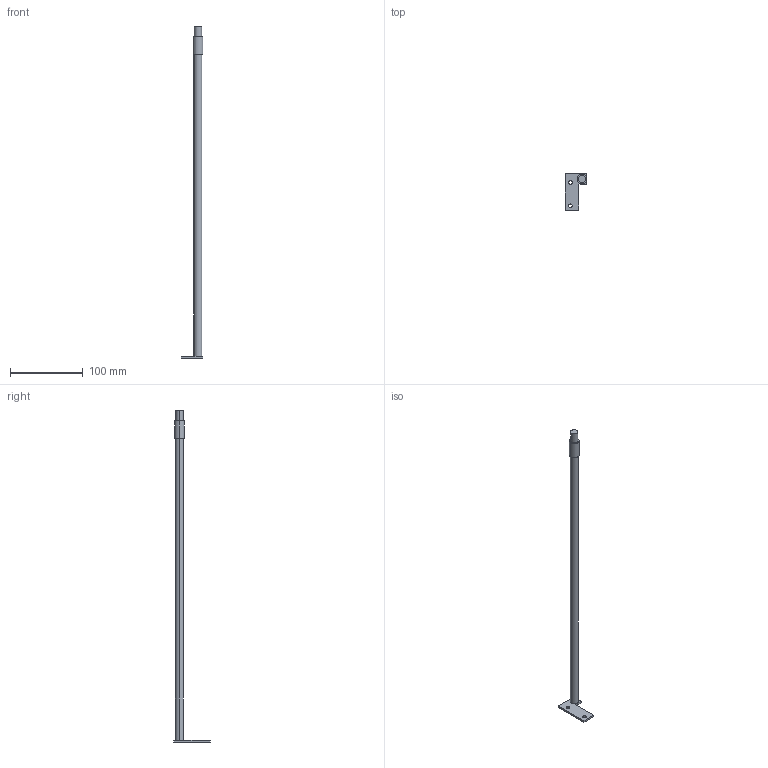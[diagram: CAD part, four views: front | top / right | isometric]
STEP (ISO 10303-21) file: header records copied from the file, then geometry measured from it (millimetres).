
FILE_DESCRIPTION (( 'STEP AP214' ), '1' );
FILE_NAME ('F000789,F000795-RIGHT_3D.step', '2022-11-21T18:06:22', ( '' ), ( '' ), 'SwSTEP 2.0', 'SolidWorks 2020', '' );
FILE_SCHEMA (( 'AUTOMOTIVE_DESIGN' ));
Length unit declared in the file: millimetre
Products named in the file (1): F000789,F000795-RIGHT_3D
Bounding box: 30 x 50 x 457.6 mm (x, y, z)
Volume: 46929.8 mm3; surface area: 18599.4 mm2
Topology: 1 solids, 1 shells, 21 faces, 48 edges, 32 vertices
Faces by surface type: plane 11, cylinder 10
Entity records: 644 total; most frequent: DIRECTION 112, CARTESIAN_POINT 102, ORIENTED_EDGE 96, EDGE_CURVE 48, AXIS2_PLACEMENT_3D 42, VERTEX_POINT 32, EDGE_LOOP 28, VECTOR 28
